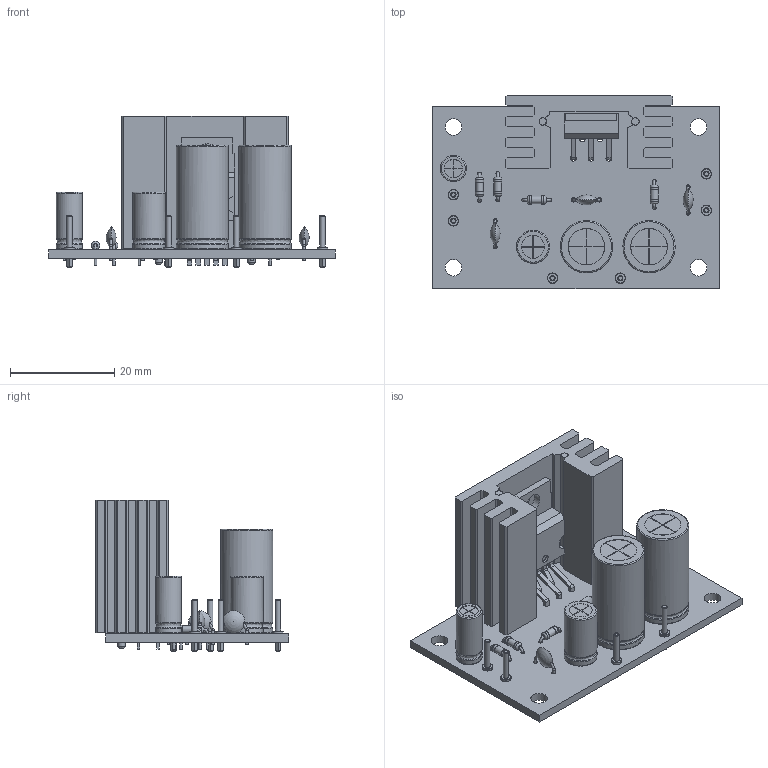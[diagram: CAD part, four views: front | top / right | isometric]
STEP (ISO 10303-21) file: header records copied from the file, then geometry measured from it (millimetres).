
FILE_DESCRIPTION(('KiCad electronic assembly'),'2;1');
FILE_NAME('Velleman Amplifier VM114.step','2020-02-07T23:51:16',( 'An Author'),('A Company'),'Open CASCADE STEP processor 6.9', 'KiCad to STEP converter','Unknown');
FILE_SCHEMA(('AUTOMOTIVE_DESIGN { 1 0 10303 214 1 1 1 1 }'));
Length unit declared in the file: millimetre
Products named in the file (18): Open CASCADE STEP translator 6.9 1; R_Axial_DIN0204_L3.6mm_D1.6mm_P5.08mm_Horizontal; SOLID; Heatsink_Stonecold_HS-132_32x14mm_2xFixation1.5mm; Pin_D1.0mm_L10.0mm; TO-220-5_P3.4x3.7mm_StaggerOdd_Lead3.8mm_Vertical; C_Radial_D10.0mm_H20.0mm_P5.00mm; C_Radial_D6.3mm_H11.0mm_P2.50mm; C_Radial_D5.0mm_H11.0mm_P2.00mm; C_Disc_D4.3mm_W1.9mm_P5.00mm; COMPOUND
Assembly tree (28 placements, depth 3):
  Open CASCADE STEP translator 6.9 1
    R_Axial_DIN0204_L3.6mm_D1.6mm_P5.08mm_Horizontal  x4
      SOLID
    Heatsink_Stonecold_HS-132_32x14mm_2xFixation1.5mm
      SOLID
    Pin_D1.0mm_L10.0mm  x6
      SOLID
    TO-220-5_P3.4x3.7mm_StaggerOdd_Lead3.8mm_Vertical
      SOLID
    C_Radial_D10.0mm_H20.0mm_P5.00mm  x2
      SOLID
    C_Radial_D6.3mm_H11.0mm_P2.50mm
      SOLID
    C_Radial_D5.0mm_H11.0mm_P2.00mm
      SOLID
    C_Disc_D4.3mm_W1.9mm_P5.00mm  x3
      SOLID
    COMPOUND
Bounding box: 55 x 37 x 29.1 mm (x, y, z)
Volume: 12749.2 mm3; surface area: 12756.4 mm2
Topology: 20 solids, 24 shells, 533 faces, 1225 edges, 784 vertices
Faces by surface type: plane 326, cylinder 139, torus 38, revolution 16, bspline 8, sphere 6
Full cylindrical faces by diameter (mm): 0.4 x2, 0.5 x20, 0.6 x6, 0.7 x8, 0.8 x14, 1 x12, 1.1 x5, 1.4 x2, 1.44 x4, 1.5 x3, 1.6 x8, 2 x6, 3.2 x5, 3.5 x3, 3.8 x1, 4.41 x3, 5 x2, 6.3 x2, 7 x6, 10 x4
Entity records: 26639 total; most frequent: CARTESIAN_POINT 6825, DIRECTION 3464, LINE 2083, VECTOR 2083, ORIENTED_EDGE 1752, PCURVE 1752, DEFINITIONAL_REPRESENTATION 1752, EDGE_CURVE 876
